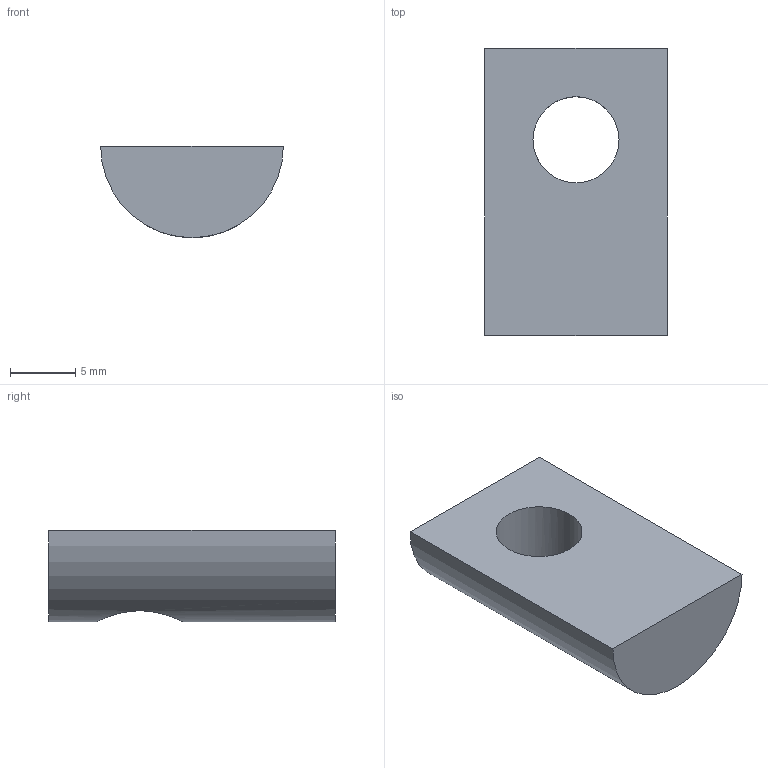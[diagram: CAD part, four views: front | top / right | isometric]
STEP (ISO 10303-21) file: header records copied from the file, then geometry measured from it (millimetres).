
FILE_DESCRIPTION(('STEP AP203'),'2;1');
FILE_NAME('26.022.00.stp','2011-03-21T16:18:14',(''),(''),'2009.3.110','THINKDESIGN','');
FILE_SCHEMA(('CONFIG_CONTROL_DESIGN'));
Length unit declared in the file: millimetre
Bounding box: 14 x 22 x 7 mm (x, y, z)
Volume: 1460.7 mm3; surface area: 1013 mm2
Topology: 1 solids, 1 shells, 5 faces, 11 edges, 8 vertices
Faces by surface type: plane 3, cylinder 2
Full cylindrical faces by diameter (mm): 6.6 x1
Entity records: 271 total; most frequent: CARTESIAN_POINT 57, DIRECTION 23, ORIENTED_EDGE 22, EDGE_CURVE 11, AXIS2_PLACEMENT_3D 9, VERTEX_POINT 8, PERSON 8, ORGANIZATION 8
